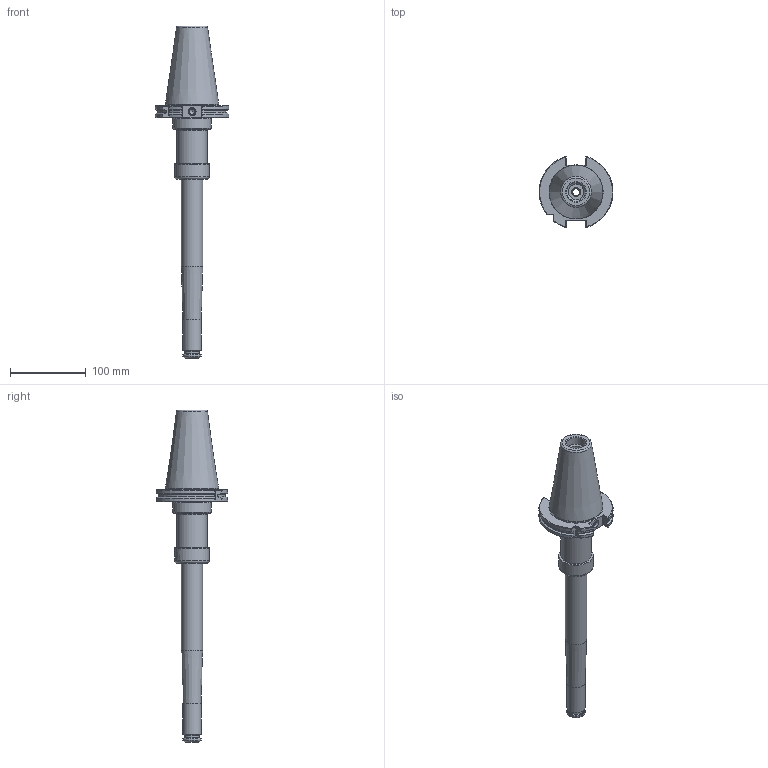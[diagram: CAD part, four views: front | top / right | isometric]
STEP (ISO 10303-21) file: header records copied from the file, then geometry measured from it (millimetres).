
FILE_DESCRIPTION(/* description */ (''),/* implementation_level */ '2;1');
FILE_NAME(/* name */ '885273170.stp',/* time_stamp */ '2023-03-15T12:14:35',/* author */ ('Ratnasingam Jekanthan'),/* organization */ ('REGO-FIX'),/* preprocessor_version */ ' Unknown',/* originating_system */ 'SIEMENS PLM Software Solid Edge ST10',/* authorization */ 'Unknown');
FILE_SCHEMA (('AUTOMOTIVE_DESIGN { 1 0 10303 214 2 1 1}'));
Length unit declared in the file: millimetre
Products named in the file (1): NOCUT
Bounding box: 97.32 x 93.58 x 437.1 mm (x, y, z)
Volume: 524568.3 mm3; surface area: 93475.7 mm2
Topology: 1 solids, 3 shells, 170 faces, 402 edges, 251 vertices
Faces by surface type: plane 58, cone 46, cylinder 40, torus 26
Full cylindrical faces by diameter (mm): 7 x1, 9 x1, 10 x2, 13 x1, 15 x1, 19.5 x1, 20.752 x2, 23.8 x1, 24 x2, 24.7 x1, 25 x2, 28 x1, 29 x1, 33 x1, 34 x1, 38.376 x1, 40 x1, 40.05 x1, 43.3 x1, 45.65 x1, 50.5 x1
Entity records: 5618 total; most frequent: CARTESIAN_POINT 875, DIRECTION 752, ORIENTED_EDGE 612, AXIS2_PLACEMENT_3D 324, EDGE_CURVE 306, FACE_BOUND 269, EDGE_LOOP 268, VERTEX_POINT 235
